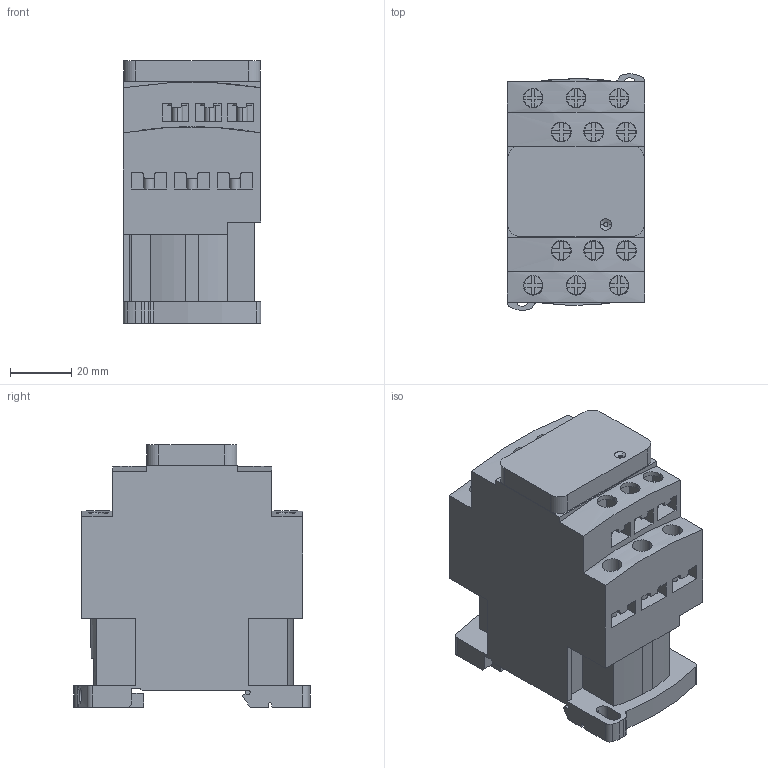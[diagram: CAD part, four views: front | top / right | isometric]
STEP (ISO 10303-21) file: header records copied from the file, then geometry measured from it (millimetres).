
FILE_DESCRIPTION((''),'2;1');
FILE_NAME('LC1D09-18-CADXX-3D_ASM','2021-09-14T14:44:18',('SESA540900'),('Schneider-Electric'),'CREO PARAMETRIC BY PTC INC, 2019471','CREO PARAMETRIC BY PTC INC, 2019471','');
FILE_SCHEMA(('AP242_MANAGED_MODEL_BASED_3D_ENGINEERING_MIM_LF { 1 0 10303 442 1 1 4 }'));
Products named in the file (2): LC1D09-18-CADXX-3D-SIMPLIFIED; LC1D09-18-CADXX-3D_ASM
Assembly tree (1 placements, depth 2):
  LC1D09-18-CADXX-3D_ASM
    LC1D09-18-CADXX-3D-SIMPLIFIED
Bounding box: 44.8 x 76.93 x 85.55 mm (x, y, z)
Volume: 198607.1 mm3; surface area: 41787.8 mm2
Topology: 2 solids, 2 shells, 737 faces, 2725 edges, 2064 vertices
Faces by surface type: plane 522, cylinder 207, extrusion 6, cone 2
Entity records: 67124 total; most frequent: CARTESIAN_POINT 32810, DIRECTION 4754, ORIENTED_EDGE 4154, PRESENTATION_STYLE_ASSIGNMENT 2935, STYLED_ITEM 2739, CURVE_STYLE 2728, EDGE_CURVE 2077, VECTOR 1944
